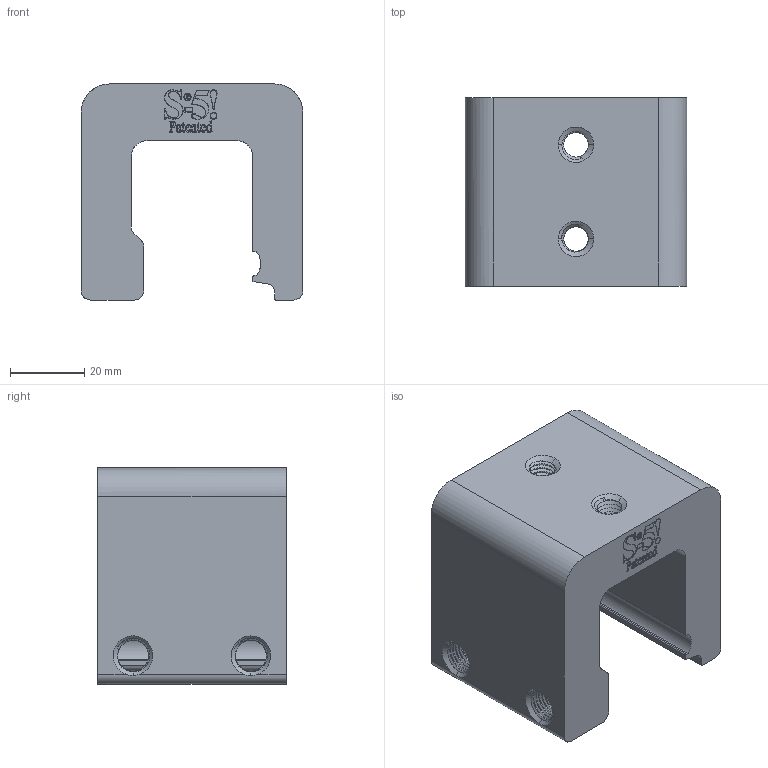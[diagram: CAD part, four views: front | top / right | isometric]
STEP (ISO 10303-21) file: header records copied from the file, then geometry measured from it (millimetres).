
FILE_DESCRIPTION (( 'STEP AP203' ), '1' );
FILE_NAME ('S-5-Q.STEP', '2016-12-08T16:00:14', ( '' ), ( '' ), 'SwSTEP 2.0', 'SolidWorks 2017', '' );
FILE_SCHEMA (( 'CONFIG_CONTROL_DESIGN' ));
Length unit declared in the file: inch
Products named in the file (1): S-5-Q
Bounding box: 59.69 x 50.8 x 58.22 mm (x, y, z)
Volume: 101898.4 mm3; surface area: 21760 mm2
Topology: 1 solids, 1 shells, 372 faces, 1029 edges, 690 vertices
Faces by surface type: plane 191, bspline 156, cylinder 17, cone 8
Entity records: 23823 total; most frequent: CARTESIAN_POINT 15474, ORIENTED_EDGE 2058, DIRECTION 1072, EDGE_CURVE 1029, VERTEX_POINT 690, VECTOR 622, LINE 622, EDGE_LOOP 411
